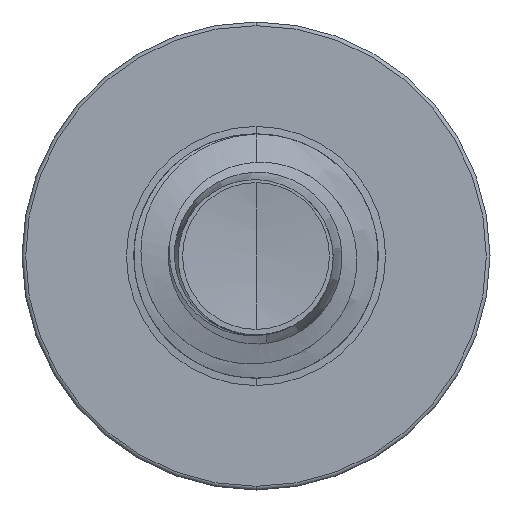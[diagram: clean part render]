
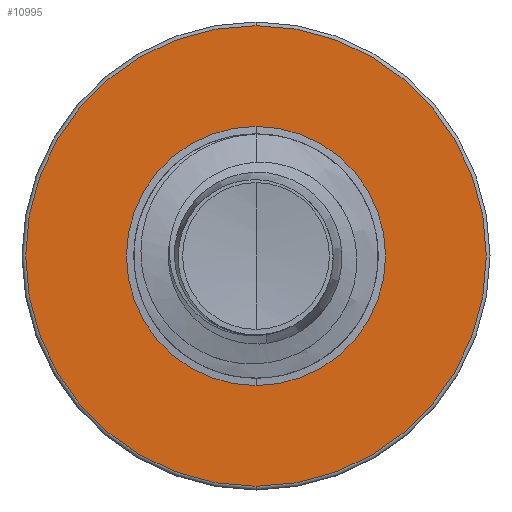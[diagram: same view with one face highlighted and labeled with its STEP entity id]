
A CAD part, front view. The second image highlights one B-rep face of the part: STEP entity #10995.
In plain terms, the highlighted planar face has unit normal (0, -1, 0).
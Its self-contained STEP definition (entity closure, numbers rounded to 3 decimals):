
#66 = CARTESIAN_POINT ( 'NONE',  ( 0., 4., -1.132 ) ) ;
#1080 = AXIS2_PLACEMENT_3D ( 'NONE', #12076, #2456, #13462 ) ;
#1850 = AXIS2_PLACEMENT_3D ( 'NONE', #17915, #9735, #19468 ) ;
#2456 = DIRECTION ( 'NONE',  ( 0., 1., 0. ) ) ;
#2586 = ORIENTED_EDGE ( 'NONE', *, *, #16549, .T. ) ;
#2604 = CARTESIAN_POINT ( 'NONE',  ( 0., 4., 0. ) ) ;
#3031 = AXIS2_PLACEMENT_3D ( 'NONE', #12868, #3423, #14220 ) ;
#3132 = VERTEX_POINT ( 'NONE', #8923 ) ;
#3423 = DIRECTION ( 'NONE',  ( 0., 1., 0. ) ) ;
#3498 = AXIS2_PLACEMENT_3D ( 'NONE', #16238, #17575, #9392 ) ;
#4319 = DIRECTION ( 'NONE',  ( 0., 0., 1. ) ) ;
#4598 = CIRCLE ( 'NONE', #1850, 0.637 ) ;
#4726 = AXIS2_PLACEMENT_3D ( 'NONE', #2604, #13592, #4319 ) ;
#6069 = PLANE ( 'NONE',  #3498 ) ;
#6952 = VERTEX_POINT ( 'NONE', #17900 ) ;
#7676 = CIRCLE ( 'NONE', #3031, 1.132 ) ;
#8023 = ORIENTED_EDGE ( 'NONE', *, *, #16571, .F. ) ;
#8288 = ORIENTED_EDGE ( 'NONE', *, *, #15136, .F. ) ;
#8923 = CARTESIAN_POINT ( 'NONE',  ( 0., 4., -0.637 ) ) ;
#9392 = DIRECTION ( 'NONE',  ( 0., 0., 1. ) ) ;
#9727 = CIRCLE ( 'NONE', #1080, 0.637 ) ;
#9735 = DIRECTION ( 'NONE',  ( 0., 1., 0. ) ) ;
#10995 = ADVANCED_FACE ( 'NONE', ( #18319, #11099 ), #6069, .F. ) ;
#11099 = FACE_BOUND ( 'NONE', #16812, .T. ) ;
#12076 = CARTESIAN_POINT ( 'NONE',  ( 0., 4., 0. ) ) ;
#12528 = ORIENTED_EDGE ( 'NONE', *, *, #15549, .T. ) ;
#12868 = CARTESIAN_POINT ( 'NONE',  ( 0., 4., 0. ) ) ;
#12896 = VERTEX_POINT ( 'NONE', #18899 ) ;
#13462 = DIRECTION ( 'NONE',  ( 0., 0., 1. ) ) ;
#13592 = DIRECTION ( 'NONE',  ( 0., 1., 0. ) ) ;
#14220 = DIRECTION ( 'NONE',  ( 0., 0., 1. ) ) ;
#15136 = EDGE_CURVE ( 'NONE', #12896, #16406, #7676, .T. ) ;
#15549 = EDGE_CURVE ( 'NONE', #3132, #6952, #4598, .T. ) ;
#16130 = CIRCLE ( 'NONE', #4726, 1.132 ) ;
#16238 = CARTESIAN_POINT ( 'NONE',  ( 0., 4., -0.637 ) ) ;
#16406 = VERTEX_POINT ( 'NONE', #66 ) ;
#16435 = EDGE_LOOP ( 'NONE', ( #8288, #8023 ) ) ;
#16549 = EDGE_CURVE ( 'NONE', #6952, #3132, #9727, .T. ) ;
#16571 = EDGE_CURVE ( 'NONE', #16406, #12896, #16130, .T. ) ;
#16812 = EDGE_LOOP ( 'NONE', ( #2586, #12528 ) ) ;
#17575 = DIRECTION ( 'NONE',  ( 0., 1., 0. ) ) ;
#17900 = CARTESIAN_POINT ( 'NONE',  ( 0., 4., 0.637 ) ) ;
#17915 = CARTESIAN_POINT ( 'NONE',  ( 0., 4., 0. ) ) ;
#18319 = FACE_OUTER_BOUND ( 'NONE', #16435, .T. ) ;
#18899 = CARTESIAN_POINT ( 'NONE',  ( 0., 4., 1.132 ) ) ;
#19468 = DIRECTION ( 'NONE',  ( 0., 0., 1. ) ) ;
